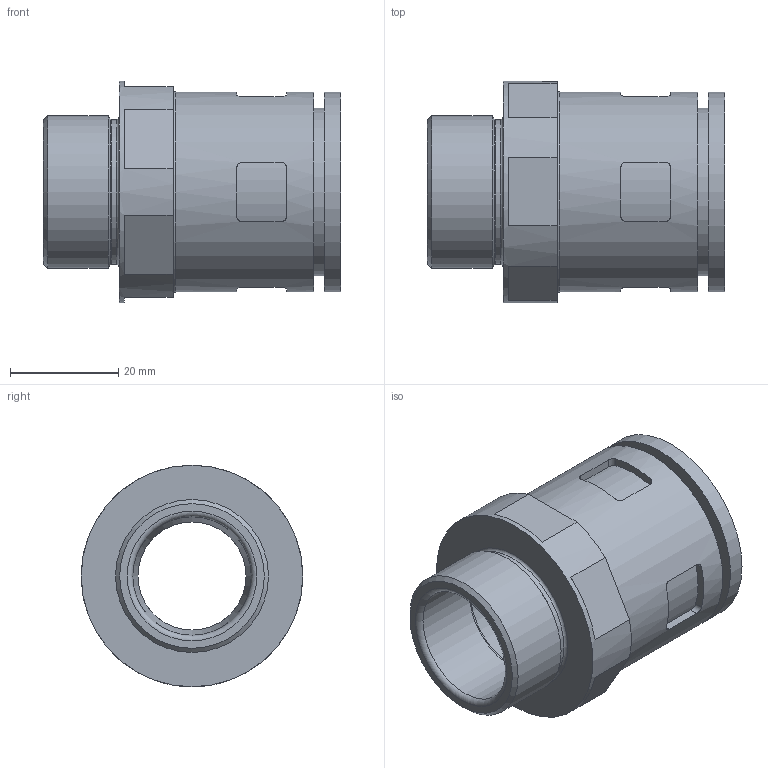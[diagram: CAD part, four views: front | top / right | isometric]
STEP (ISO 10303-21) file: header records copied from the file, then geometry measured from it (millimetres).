
FILE_DESCRIPTION( ( 'STEP AP203' ), '1' );
FILE_NAME( 'FLEXA RQGK-P 5020.074.221.stp', '2020-03-27T11:19:00', ( 'License CC BY-ND 4.0' ), ( 'CADENAS' ), ' ', 'PARTsolutions', ' ' );
FILE_SCHEMA( ( 'CONFIG_CONTROL_DESIGN' ) );
Length unit declared in the file: millimetre
Products named in the file (1): _FLEXA RQGK-P 5020.074.221
Bounding box: 55 x 41 x 41 mm (x, y, z)
Volume: 26110.1 mm3; surface area: 13122.5 mm2
Topology: 1 solids, 1 shells, 76 faces, 184 edges, 118 vertices
Faces by surface type: plane 35, cylinder 29, torus 9, cone 3
Full cylindrical faces by diameter (mm): 20 x1, 22 x1, 26.8 x1, 28.3 x1, 28.5 x1, 30.95 x1, 37 x2, 41 x1
Entity records: 2326 total; most frequent: CARTESIAN_POINT 619, DIRECTION 336, ORIENTED_EDGE 318, EDGE_CURVE 159, AXIS2_PLACEMENT_3D 132, VERTEX_POINT 115, EDGE_LOOP 108, FACE_OUTER_BOUND 94
